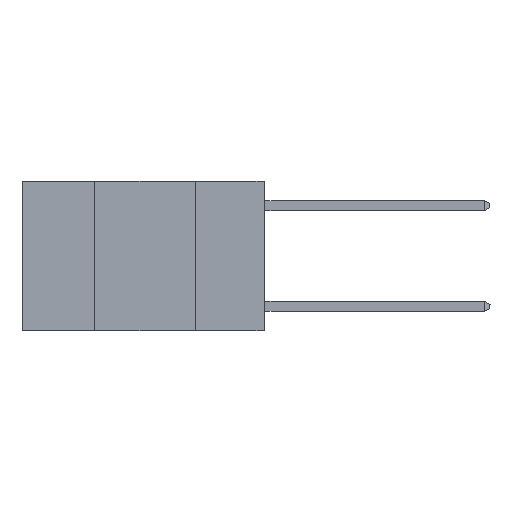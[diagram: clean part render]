
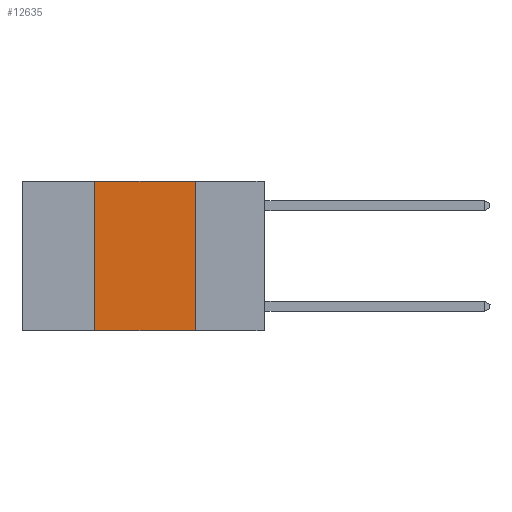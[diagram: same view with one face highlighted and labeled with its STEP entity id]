
A CAD part, left-side view. The second image highlights one B-rep face of the part: STEP entity #12635.
In plain terms, the highlighted planar face has unit normal (-1, 0, 0).
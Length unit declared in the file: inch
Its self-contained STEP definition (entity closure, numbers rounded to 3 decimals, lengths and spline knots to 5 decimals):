
#2539 = AXIS2_PLACEMENT_3D ( 'NONE', #18705, #4408, #21092 ) ;
#2634 = VECTOR ( 'NONE', #19642, 39.37008 ) ;
#4408 = DIRECTION ( 'NONE',  ( 1., 0., 0. ) ) ;
#5126 = LINE ( 'NONE', #7707, #22632 ) ;
#5273 = DIRECTION ( 'NONE',  ( 0., -1., 0. ) ) ;
#5977 = CARTESIAN_POINT ( 'NONE',  ( 0., 0.17, 0. ) ) ;
#7523 = EDGE_LOOP ( 'NONE', ( #10956, #22483, #20169, #14299 ) ) ;
#7707 = CARTESIAN_POINT ( 'NONE',  ( 0., 0.6, 0. ) ) ;
#8839 = DIRECTION ( 'NONE',  ( 0., -1., 0. ) ) ;
#9143 = FACE_OUTER_BOUND ( 'NONE', #7523, .T. ) ;
#9183 = PLANE ( 'NONE',  #2539 ) ;
#10124 = CARTESIAN_POINT ( 'NONE',  ( 0., 0.42, 0. ) ) ;
#10956 = ORIENTED_EDGE ( 'NONE', *, *, #17144, .F. ) ;
#11033 = DIRECTION ( 'NONE',  ( 0., 0., -1. ) ) ;
#12332 = LINE ( 'NONE', #20438, #29646 ) ;
#12635 = ADVANCED_FACE ( 'NONE', ( #9143 ), #9183, .F. ) ;
#13444 = VERTEX_POINT ( 'NONE', #21544 ) ;
#14299 = ORIENTED_EDGE ( 'NONE', *, *, #29570, .T. ) ;
#16521 = VERTEX_POINT ( 'NONE', #27648 ) ;
#17144 = EDGE_CURVE ( 'NONE', #27384, #16521, #12332, .T. ) ;
#17626 = VECTOR ( 'NONE', #8839, 39.37008 ) ;
#18445 = VERTEX_POINT ( 'NONE', #25664 ) ;
#18705 = CARTESIAN_POINT ( 'NONE',  ( 0., 0.6, 0. ) ) ;
#19642 = DIRECTION ( 'NONE',  ( 0., 0., 1. ) ) ;
#20169 = ORIENTED_EDGE ( 'NONE', *, *, #26603, .F. ) ;
#20438 = CARTESIAN_POINT ( 'NONE',  ( 0., 0.17, 0. ) ) ;
#21092 = DIRECTION ( 'NONE',  ( 0., 0., -1. ) ) ;
#21544 = CARTESIAN_POINT ( 'NONE',  ( 0., 0.42, 0. ) ) ;
#22483 = ORIENTED_EDGE ( 'NONE', *, *, #28535, .F. ) ;
#22632 = VECTOR ( 'NONE', #5273, 39.37008 ) ;
#23018 = CARTESIAN_POINT ( 'NONE',  ( 0., 0.6, -0.37 ) ) ;
#23186 = LINE ( 'NONE', #23018, #17626 ) ;
#25664 = CARTESIAN_POINT ( 'NONE',  ( 0., 0.42, -0.37 ) ) ;
#26603 = EDGE_CURVE ( 'NONE', #18445, #13444, #28597, .T. ) ;
#27384 = VERTEX_POINT ( 'NONE', #5977 ) ;
#27648 = CARTESIAN_POINT ( 'NONE',  ( 0., 0.17, -0.37 ) ) ;
#28535 = EDGE_CURVE ( 'NONE', #13444, #27384, #5126, .T. ) ;
#28597 = LINE ( 'NONE', #10124, #2634 ) ;
#29570 = EDGE_CURVE ( 'NONE', #18445, #16521, #23186, .T. ) ;
#29646 = VECTOR ( 'NONE', #11033, 39.37008 ) ;
